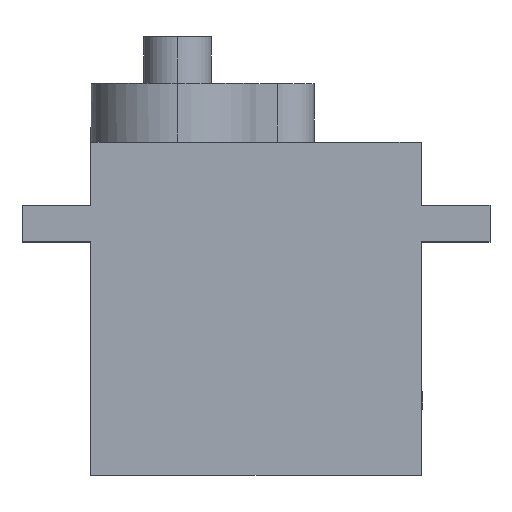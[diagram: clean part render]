
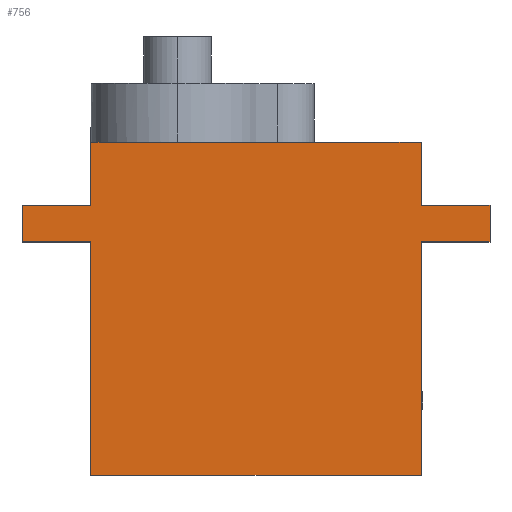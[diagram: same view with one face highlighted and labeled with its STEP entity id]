
A CAD part, top view. The second image highlights one B-rep face of the part: STEP entity #756.
In plain terms, the highlighted free-form (B-spline) face has degree [1, 1] with [2, 2] control points.
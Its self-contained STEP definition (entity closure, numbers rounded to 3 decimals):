
#436 = VERTEX_POINT('',#437);
#437 = CARTESIAN_POINT('',(-7.707,16.351,
    8.5));
#514 = VERTEX_POINT('',#515);
#515 = CARTESIAN_POINT('',(-16.207,6.555,8.5)
  );
#528 = VERTEX_POINT('',#529);
#529 = CARTESIAN_POINT('',(-16.207,-16.351,8.5)
  );
#534 = EDGE_CURVE('',#514,#528,#535,.T.);
#535 = B_SPLINE_CURVE_WITH_KNOTS('',1,(#536,#537),.UNSPECIFIED.,.F.,.F.,
  (2,2),(6.8,22.7),.PIECEWISE_BEZIER_KNOTS.);
#536 = CARTESIAN_POINT('',(-16.207,6.555,8.5)
  );
#537 = CARTESIAN_POINT('',(-16.207,-16.351,8.5)
  );
#550 = VERTEX_POINT('',#551);
#551 = CARTESIAN_POINT('',(16.207,10.157,
    8.5));
#564 = VERTEX_POINT('',#565);
#565 = CARTESIAN_POINT('',(16.207,16.351,
    8.5));
#570 = EDGE_CURVE('',#550,#564,#571,.T.);
#571 = B_SPLINE_CURVE_WITH_KNOTS('',1,(#572,#573),.UNSPECIFIED.,.F.,.F.,
  (2,2),(-4.3,0.),.PIECEWISE_BEZIER_KNOTS.);
#572 = CARTESIAN_POINT('',(16.207,10.157,
    8.5));
#573 = CARTESIAN_POINT('',(16.207,16.351,
    8.5));
#614 = EDGE_CURVE('',#564,#436,#615,.T.);
#615 = B_SPLINE_CURVE_WITH_KNOTS('',1,(#616,#617),.UNSPECIFIED.,.F.,.F.,
  (2,2),(-22.5,-5.9),.PIECEWISE_BEZIER_KNOTS.);
#616 = CARTESIAN_POINT('',(16.207,16.351,
    8.5));
#617 = CARTESIAN_POINT('',(-7.707,16.351,
    8.5));
#664 = VERTEX_POINT('',#665);
#665 = CARTESIAN_POINT('',(16.207,6.555,8.5
    ));
#670 = EDGE_CURVE('',#671,#664,#673,.T.);
#671 = VERTEX_POINT('',#672);
#672 = CARTESIAN_POINT('',(16.207,-16.351,
    8.5));
#673 = B_SPLINE_CURVE_WITH_KNOTS('',1,(#674,#675),.UNSPECIFIED.,.F.,.F.,
  (2,2),(-22.7,-6.8),.PIECEWISE_BEZIER_KNOTS.);
#674 = CARTESIAN_POINT('',(16.207,-16.351,
    8.5));
#675 = CARTESIAN_POINT('',(16.207,6.555,8.5
    ));
#692 = VERTEX_POINT('',#693);
#693 = CARTESIAN_POINT('',(-16.207,16.351,8.5)
  );
#698 = EDGE_CURVE('',#436,#692,#699,.T.);
#699 = B_SPLINE_CURVE_WITH_KNOTS('',1,(#700,#701),.UNSPECIFIED.,.F.,.F.,
  (2,2),(-5.9,-0.),.PIECEWISE_BEZIER_KNOTS.);
#700 = CARTESIAN_POINT('',(-7.707,16.351,
    8.5));
#701 = CARTESIAN_POINT('',(-16.207,16.351,8.5)
  );
#719 = VERTEX_POINT('',#720);
#720 = CARTESIAN_POINT('',(-16.207,10.157,8.5)
  );
#725 = EDGE_CURVE('',#692,#719,#726,.T.);
#726 = B_SPLINE_CURVE_WITH_KNOTS('',1,(#727,#728),.UNSPECIFIED.,.F.,.F.,
  (2,2),(0.,4.3),.PIECEWISE_BEZIER_KNOTS.);
#727 = CARTESIAN_POINT('',(-16.207,16.351,8.5)
  );
#728 = CARTESIAN_POINT('',(-16.207,10.157,8.5)
  );
#746 = EDGE_CURVE('',#528,#671,#747,.T.);
#747 = B_SPLINE_CURVE_WITH_KNOTS('',1,(#748,#749),.UNSPECIFIED.,.F.,.F.,
  (2,2),(0.,22.5),.PIECEWISE_BEZIER_KNOTS.);
#748 = CARTESIAN_POINT('',(-16.207,-16.351,8.5)
  );
#749 = CARTESIAN_POINT('',(16.207,-16.351,
    8.5));
#756 = ADVANCED_FACE('',(#757),#804,.T.);
#757 = FACE_BOUND('',#758,.T.);
#758 = EDGE_LOOP('',(#759,#760,#767,#774,#779,#780,#781,#782,#783,#790,
    #797,#802,#803));
#759 = ORIENTED_EDGE('',*,*,#670,.T.);
#760 = ORIENTED_EDGE('',*,*,#761,.T.);
#761 = EDGE_CURVE('',#664,#762,#764,.T.);
#762 = VERTEX_POINT('',#763);
#763 = CARTESIAN_POINT('',(22.978,6.555,8.5
    ));
#764 = B_SPLINE_CURVE_WITH_KNOTS('',1,(#765,#766),.UNSPECIFIED.,.F.,.F.,
  (2,2),(-4.7,0.),.PIECEWISE_BEZIER_KNOTS.);
#765 = CARTESIAN_POINT('',(16.207,6.555,8.5
    ));
#766 = CARTESIAN_POINT('',(22.978,6.555,8.5
    ));
#767 = ORIENTED_EDGE('',*,*,#768,.F.);
#768 = EDGE_CURVE('',#769,#762,#771,.T.);
#769 = VERTEX_POINT('',#770);
#770 = CARTESIAN_POINT('',(22.978,10.157,
    8.5));
#771 = B_SPLINE_CURVE_WITH_KNOTS('',1,(#772,#773),.UNSPECIFIED.,.F.,.F.,
  (2,2),(-0.,2.5),.PIECEWISE_BEZIER_KNOTS.);
#772 = CARTESIAN_POINT('',(22.978,10.157,
    8.5));
#773 = CARTESIAN_POINT('',(22.978,6.555,8.5
    ));
#774 = ORIENTED_EDGE('',*,*,#775,.F.);
#775 = EDGE_CURVE('',#550,#769,#776,.T.);
#776 = B_SPLINE_CURVE_WITH_KNOTS('',1,(#777,#778),.UNSPECIFIED.,.F.,.F.,
  (2,2),(-4.7,0.),.PIECEWISE_BEZIER_KNOTS.);
#777 = CARTESIAN_POINT('',(16.207,10.157,
    8.5));
#778 = CARTESIAN_POINT('',(22.978,10.157,
    8.5));
#779 = ORIENTED_EDGE('',*,*,#570,.T.);
#780 = ORIENTED_EDGE('',*,*,#614,.T.);
#781 = ORIENTED_EDGE('',*,*,#698,.T.);
#782 = ORIENTED_EDGE('',*,*,#725,.T.);
#783 = ORIENTED_EDGE('',*,*,#784,.T.);
#784 = EDGE_CURVE('',#719,#785,#787,.T.);
#785 = VERTEX_POINT('',#786);
#786 = CARTESIAN_POINT('',(-22.978,10.157,
    8.5));
#787 = B_SPLINE_CURVE_WITH_KNOTS('',1,(#788,#789),.UNSPECIFIED.,.F.,.F.,
  (2,2),(-4.7,0.),.PIECEWISE_BEZIER_KNOTS.);
#788 = CARTESIAN_POINT('',(-16.207,10.157,8.5)
  );
#789 = CARTESIAN_POINT('',(-22.978,10.157,
    8.5));
#790 = ORIENTED_EDGE('',*,*,#791,.T.);
#791 = EDGE_CURVE('',#785,#792,#794,.T.);
#792 = VERTEX_POINT('',#793);
#793 = CARTESIAN_POINT('',(-22.978,6.555,8.5
    ));
#794 = B_SPLINE_CURVE_WITH_KNOTS('',1,(#795,#796),.UNSPECIFIED.,.F.,.F.,
  (2,2),(-0.,2.5),.PIECEWISE_BEZIER_KNOTS.);
#795 = CARTESIAN_POINT('',(-22.978,10.157,
    8.5));
#796 = CARTESIAN_POINT('',(-22.978,6.555,8.5
    ));
#797 = ORIENTED_EDGE('',*,*,#798,.F.);
#798 = EDGE_CURVE('',#514,#792,#799,.T.);
#799 = B_SPLINE_CURVE_WITH_KNOTS('',1,(#800,#801),.UNSPECIFIED.,.F.,.F.,
  (2,2),(-4.7,0.),.PIECEWISE_BEZIER_KNOTS.);
#800 = CARTESIAN_POINT('',(-16.207,6.555,8.5)
  );
#801 = CARTESIAN_POINT('',(-22.978,6.555,8.5
    ));
#802 = ORIENTED_EDGE('',*,*,#534,.T.);
#803 = ORIENTED_EDGE('',*,*,#746,.T.);
#804 = B_SPLINE_SURFACE_WITH_KNOTS('',1,1,(
    (#805,#806)
    ,(#807,#808
    )),.UNSPECIFIED.,.F.,.F.,.F.,(2,2),(2,2),(-15.95,15.95),(-11.35,
    11.35),.PIECEWISE_BEZIER_KNOTS.);
#805 = CARTESIAN_POINT('',(-22.978,-16.351,
    8.5));
#806 = CARTESIAN_POINT('',(-22.978,16.351,
    8.5));
#807 = CARTESIAN_POINT('',(22.978,-16.351,
    8.5));
#808 = CARTESIAN_POINT('',(22.978,16.351,
    8.5));
